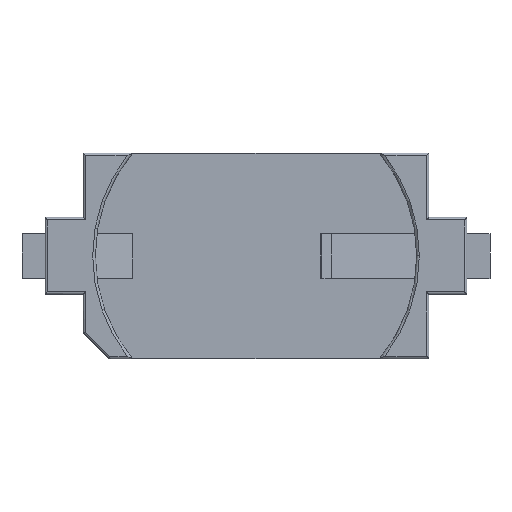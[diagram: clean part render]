
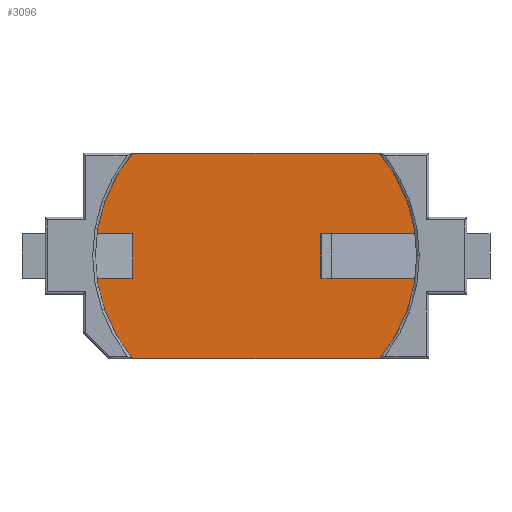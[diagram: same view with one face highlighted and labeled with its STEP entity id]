
A CAD part, top view. The second image highlights one B-rep face of the part: STEP entity #3096.
In plain terms, the highlighted planar face has unit normal (0, 0, 1).
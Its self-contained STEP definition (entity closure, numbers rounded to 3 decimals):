
#1439 = PLANE('',#1440);
#1440 = AXIS2_PLACEMENT_3D('',#1441,#1442,#1443);
#1441 = CARTESIAN_POINT('',(13.45,-8.,0.));
#1442 = DIRECTION('',(0.,-1.,0.));
#1443 = DIRECTION('',(-1.,0.,0.));
#1733 = PLANE('',#1734);
#1734 = AXIS2_PLACEMENT_3D('',#1735,#1736,#1737);
#1735 = CARTESIAN_POINT('',(-13.45,8.,0.));
#1736 = DIRECTION('',(0.,1.,0.));
#1737 = DIRECTION('',(1.,0.,0.));
#2013 = VERTEX_POINT('',#2014);
#2014 = CARTESIAN_POINT('',(9.605,-8.,0.97));
#2028 = CYLINDRICAL_SURFACE('',#2029,12.5);
#2029 = AXIS2_PLACEMENT_3D('',#2030,#2031,#2032);
#2030 = CARTESIAN_POINT('',(0.,0.,7.47));
#2031 = DIRECTION('',(0.,0.,1.));
#2032 = DIRECTION('',(1.,0.,0.));
#2040 = EDGE_CURVE('',#2013,#2041,#2043,.T.);
#2041 = VERTEX_POINT('',#2042);
#2042 = CARTESIAN_POINT('',(-9.605,-8.,0.97));
#2043 = SURFACE_CURVE('',#2044,(#2048,#2055),.PCURVE_S1.);
#2044 = LINE('',#2045,#2046);
#2045 = CARTESIAN_POINT('',(6.725,-8.,0.97));
#2046 = VECTOR('',#2047,1.);
#2047 = DIRECTION('',(-1.,0.,0.));
#2048 = PCURVE('',#1439,#2049);
#2049 = DEFINITIONAL_REPRESENTATION('',(#2050),#2054);
#2050 = LINE('',#2051,#2052);
#2051 = CARTESIAN_POINT('',(6.725,-0.97));
#2052 = VECTOR('',#2053,1.);
#2053 = DIRECTION('',(1.,0.));
#2054 = ( GEOMETRIC_REPRESENTATION_CONTEXT(2) 
PARAMETRIC_REPRESENTATION_CONTEXT() REPRESENTATION_CONTEXT('2D SPACE',''
  ) );
#2055 = PCURVE('',#2056,#2061);
#2056 = PLANE('',#2057);
#2057 = AXIS2_PLACEMENT_3D('',#2058,#2059,#2060);
#2058 = CARTESIAN_POINT('',(0.,0.,0.97
    ));
#2059 = DIRECTION('',(0.,0.,1.));
#2060 = DIRECTION('',(1.,0.,0.));
#2061 = DEFINITIONAL_REPRESENTATION('',(#2062),#2066);
#2062 = LINE('',#2063,#2064);
#2063 = CARTESIAN_POINT('',(6.725,-8.));
#2064 = VECTOR('',#2065,1.);
#2065 = DIRECTION('',(-1.,0.));
#2066 = ( GEOMETRIC_REPRESENTATION_CONTEXT(2) 
PARAMETRIC_REPRESENTATION_CONTEXT() REPRESENTATION_CONTEXT('2D SPACE',''
  ) );
#2084 = CYLINDRICAL_SURFACE('',#2085,12.5);
#2085 = AXIS2_PLACEMENT_3D('',#2086,#2087,#2088);
#2086 = CARTESIAN_POINT('',(0.,0.,7.47));
#2087 = DIRECTION('',(0.,0.,1.));
#2088 = DIRECTION('',(1.,0.,0.));
#2617 = VERTEX_POINT('',#2618);
#2618 = CARTESIAN_POINT('',(-9.605,8.,0.97));
#2639 = EDGE_CURVE('',#2617,#2640,#2642,.T.);
#2640 = VERTEX_POINT('',#2641);
#2641 = CARTESIAN_POINT('',(9.605,8.,0.97));
#2642 = SURFACE_CURVE('',#2643,(#2647,#2654),.PCURVE_S1.);
#2643 = LINE('',#2644,#2645);
#2644 = CARTESIAN_POINT('',(-6.725,8.,0.97));
#2645 = VECTOR('',#2646,1.);
#2646 = DIRECTION('',(1.,0.,0.));
#2647 = PCURVE('',#1733,#2648);
#2648 = DEFINITIONAL_REPRESENTATION('',(#2649),#2653);
#2649 = LINE('',#2650,#2651);
#2650 = CARTESIAN_POINT('',(6.725,-0.97));
#2651 = VECTOR('',#2652,1.);
#2652 = DIRECTION('',(1.,0.));
#2653 = ( GEOMETRIC_REPRESENTATION_CONTEXT(2) 
PARAMETRIC_REPRESENTATION_CONTEXT() REPRESENTATION_CONTEXT('2D SPACE',''
  ) );
#2654 = PCURVE('',#2056,#2655);
#2655 = DEFINITIONAL_REPRESENTATION('',(#2656),#2660);
#2656 = LINE('',#2657,#2658);
#2657 = CARTESIAN_POINT('',(-6.725,8.));
#2658 = VECTOR('',#2659,1.);
#2659 = DIRECTION('',(1.,0.));
#2660 = ( GEOMETRIC_REPRESENTATION_CONTEXT(2) 
PARAMETRIC_REPRESENTATION_CONTEXT() REPRESENTATION_CONTEXT('2D SPACE',''
  ) );
#2678 = CYLINDRICAL_SURFACE('',#2679,12.5);
#2679 = AXIS2_PLACEMENT_3D('',#2680,#2681,#2682);
#2680 = CARTESIAN_POINT('',(0.,0.,7.47));
#2681 = DIRECTION('',(0.,0.,1.));
#2682 = DIRECTION('',(1.,0.,0.));
#3075 = EDGE_CURVE('',#2617,#2041,#3076,.T.);
#3076 = SURFACE_CURVE('',#3077,(#3082,#3089),.PCURVE_S1.);
#3077 = CIRCLE('',#3078,12.5);
#3078 = AXIS2_PLACEMENT_3D('',#3079,#3080,#3081);
#3079 = CARTESIAN_POINT('',(0.,0.,0.97));
#3080 = DIRECTION('',(0.,0.,1.));
#3081 = DIRECTION('',(1.,0.,0.));
#3082 = PCURVE('',#2084,#3083);
#3083 = DEFINITIONAL_REPRESENTATION('',(#3084),#3088);
#3084 = LINE('',#3085,#3086);
#3085 = CARTESIAN_POINT('',(0.,-6.5));
#3086 = VECTOR('',#3087,1.);
#3087 = DIRECTION('',(1.,0.));
#3088 = ( GEOMETRIC_REPRESENTATION_CONTEXT(2) 
PARAMETRIC_REPRESENTATION_CONTEXT() REPRESENTATION_CONTEXT('2D SPACE',''
  ) );
#3089 = PCURVE('',#2056,#3090);
#3090 = DEFINITIONAL_REPRESENTATION('',(#3091),#3095);
#3091 = CIRCLE('',#3092,12.5);
#3092 = AXIS2_PLACEMENT_2D('',#3093,#3094);
#3093 = CARTESIAN_POINT('',(0.,0.));
#3094 = DIRECTION('',(1.,0.));
#3095 = ( GEOMETRIC_REPRESENTATION_CONTEXT(2) 
PARAMETRIC_REPRESENTATION_CONTEXT() REPRESENTATION_CONTEXT('2D SPACE',''
  ) );
#3096 = ADVANCED_FACE('',(#3097),#2056,.T.);
#3097 = FACE_BOUND('',#3098,.T.);
#3098 = EDGE_LOOP('',(#3099,#3123,#3145,#3146,#3147));
#3099 = ORIENTED_EDGE('',*,*,#3100,.T.);
#3100 = EDGE_CURVE('',#2013,#3101,#3103,.T.);
#3101 = VERTEX_POINT('',#3102);
#3102 = CARTESIAN_POINT('',(12.5,0.,0.97));
#3103 = SURFACE_CURVE('',#3104,(#3109,#3116),.PCURVE_S1.);
#3104 = CIRCLE('',#3105,12.5);
#3105 = AXIS2_PLACEMENT_3D('',#3106,#3107,#3108);
#3106 = CARTESIAN_POINT('',(0.,0.,0.97));
#3107 = DIRECTION('',(0.,0.,1.));
#3108 = DIRECTION('',(1.,0.,0.));
#3109 = PCURVE('',#2056,#3110);
#3110 = DEFINITIONAL_REPRESENTATION('',(#3111),#3115);
#3111 = CIRCLE('',#3112,12.5);
#3112 = AXIS2_PLACEMENT_2D('',#3113,#3114);
#3113 = CARTESIAN_POINT('',(0.,0.));
#3114 = DIRECTION('',(1.,0.));
#3115 = ( GEOMETRIC_REPRESENTATION_CONTEXT(2) 
PARAMETRIC_REPRESENTATION_CONTEXT() REPRESENTATION_CONTEXT('2D SPACE',''
  ) );
#3116 = PCURVE('',#2028,#3117);
#3117 = DEFINITIONAL_REPRESENTATION('',(#3118),#3122);
#3118 = LINE('',#3119,#3120);
#3119 = CARTESIAN_POINT('',(0.,-6.5));
#3120 = VECTOR('',#3121,1.);
#3121 = DIRECTION('',(1.,0.));
#3122 = ( GEOMETRIC_REPRESENTATION_CONTEXT(2) 
PARAMETRIC_REPRESENTATION_CONTEXT() REPRESENTATION_CONTEXT('2D SPACE',''
  ) );
#3123 = ORIENTED_EDGE('',*,*,#3124,.T.);
#3124 = EDGE_CURVE('',#3101,#2640,#3125,.T.);
#3125 = SURFACE_CURVE('',#3126,(#3131,#3138),.PCURVE_S1.);
#3126 = CIRCLE('',#3127,12.5);
#3127 = AXIS2_PLACEMENT_3D('',#3128,#3129,#3130);
#3128 = CARTESIAN_POINT('',(0.,0.,0.97));
#3129 = DIRECTION('',(0.,0.,1.));
#3130 = DIRECTION('',(1.,0.,0.));
#3131 = PCURVE('',#2056,#3132);
#3132 = DEFINITIONAL_REPRESENTATION('',(#3133),#3137);
#3133 = CIRCLE('',#3134,12.5);
#3134 = AXIS2_PLACEMENT_2D('',#3135,#3136);
#3135 = CARTESIAN_POINT('',(0.,0.));
#3136 = DIRECTION('',(1.,0.));
#3137 = ( GEOMETRIC_REPRESENTATION_CONTEXT(2) 
PARAMETRIC_REPRESENTATION_CONTEXT() REPRESENTATION_CONTEXT('2D SPACE',''
  ) );
#3138 = PCURVE('',#2678,#3139);
#3139 = DEFINITIONAL_REPRESENTATION('',(#3140),#3144);
#3140 = LINE('',#3141,#3142);
#3141 = CARTESIAN_POINT('',(0.,-6.5));
#3142 = VECTOR('',#3143,1.);
#3143 = DIRECTION('',(1.,0.));
#3144 = ( GEOMETRIC_REPRESENTATION_CONTEXT(2) 
PARAMETRIC_REPRESENTATION_CONTEXT() REPRESENTATION_CONTEXT('2D SPACE',''
  ) );
#3145 = ORIENTED_EDGE('',*,*,#2639,.F.);
#3146 = ORIENTED_EDGE('',*,*,#3075,.T.);
#3147 = ORIENTED_EDGE('',*,*,#2040,.F.);
